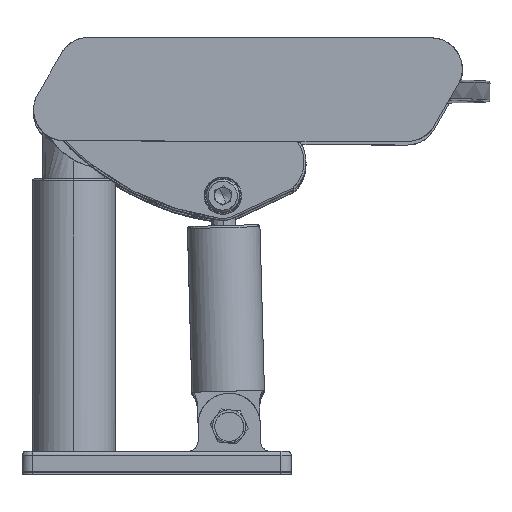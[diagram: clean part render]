
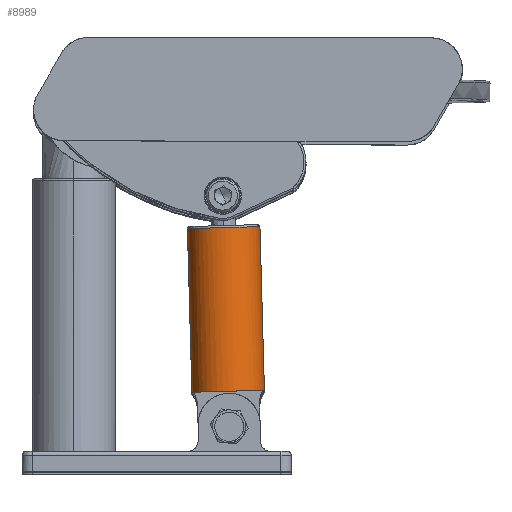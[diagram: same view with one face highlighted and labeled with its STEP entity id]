
A CAD part, top view. The second image highlights one B-rep face of the part: STEP entity #8989.
In plain terms, the highlighted free-form (B-spline) face has degree [2, 1] with [5, 2] control points.
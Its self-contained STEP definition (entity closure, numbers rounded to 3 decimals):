
#8989 = ADVANCED_FACE('',(#8990),#9040,.T.);
#8990 = FACE_BOUND('',#8991,.T.);
#8991 = EDGE_LOOP('',(#8992,#9001,#9009,#9017,#9025,#9032));
#8992 = ORIENTED_EDGE('',*,*,#8993,.F.);
#8993 = EDGE_CURVE('',#8994,#8996,#8998,.T.);
#8994 = VERTEX_POINT('',#8995);
#8995 = CARTESIAN_POINT('',(52.988,40.203,
    0.));
#8996 = VERTEX_POINT('',#8997);
#8997 = CARTESIAN_POINT('',(50.78,120.632,
    0.));
#8998 = B_SPLINE_CURVE_WITH_KNOTS('',1,(#8999,#9000),.UNSPECIFIED.,.F.,
  .F.,(2,2),(0.,79.),.PIECEWISE_BEZIER_KNOTS.);
#8999 = CARTESIAN_POINT('',(52.988,40.203,
    0.));
#9000 = CARTESIAN_POINT('',(50.78,120.632,
    0.));
#9001 = ORIENTED_EDGE('',*,*,#9002,.F.);
#9002 = EDGE_CURVE('',#9003,#8994,#9005,.T.);
#9003 = VERTEX_POINT('',#9004);
#9004 = CARTESIAN_POINT('',(52.245,40.183,
    5.092));
#9005 = ( BOUNDED_CURVE() B_SPLINE_CURVE(2,(#9006,#9007,#9008),
.UNSPECIFIED.,.F.,.F.) B_SPLINE_CURVE_WITH_KNOTS((3,3),(
0.,0.29),.PIECEWISE_BEZIER_KNOTS.) CURVE() 
GEOMETRIC_REPRESENTATION_ITEM() RATIONAL_B_SPLINE_CURVE((1.,
0.99,1.)) REPRESENTATION_ITEM('') );
#9006 = CARTESIAN_POINT('',(52.245,40.183,
    5.092));
#9007 = CARTESIAN_POINT('',(52.988,40.203,
    2.6));
#9008 = CARTESIAN_POINT('',(52.988,40.203,
    0.));
#9009 = ORIENTED_EDGE('',*,*,#9010,.F.);
#9010 = EDGE_CURVE('',#9011,#9003,#9013,.T.);
#9011 = VERTEX_POINT('',#9012);
#9012 = CARTESIAN_POINT('',(18.098,39.245,
    5.092));
#9013 = ( BOUNDED_CURVE() B_SPLINE_CURVE(2,(#9014,#9015,#9016),
.UNSPECIFIED.,.F.,.F.) B_SPLINE_CURVE_WITH_KNOTS((3,3),(0.,
2.562),.PIECEWISE_BEZIER_KNOTS.) CURVE() 
GEOMETRIC_REPRESENTATION_ITEM() RATIONAL_B_SPLINE_CURVE((1.,
0.286,1.)) REPRESENTATION_ITEM('') );
#9014 = CARTESIAN_POINT('',(18.098,39.245,
    5.092));
#9015 = CARTESIAN_POINT('',(35.171,39.714,
    62.381));
#9016 = CARTESIAN_POINT('',(52.245,40.183,
    5.092));
#9017 = ORIENTED_EDGE('',*,*,#9018,.F.);
#9018 = EDGE_CURVE('',#9019,#9011,#9021,.T.);
#9019 = VERTEX_POINT('',#9020);
#9020 = CARTESIAN_POINT('',(17.355,39.225,
    0.));
#9021 = ( BOUNDED_CURVE() B_SPLINE_CURVE(2,(#9022,#9023,#9024),
.UNSPECIFIED.,.F.,.F.) B_SPLINE_CURVE_WITH_KNOTS((3,3),(0.,0.29
),.PIECEWISE_BEZIER_KNOTS.) CURVE() GEOMETRIC_REPRESENTATION_ITEM() 
RATIONAL_B_SPLINE_CURVE((1.,0.99,1.)) REPRESENTATION_ITEM('') 
  );
#9022 = CARTESIAN_POINT('',(17.355,39.225,
    0.));
#9023 = CARTESIAN_POINT('',(17.355,39.225,
    2.6));
#9024 = CARTESIAN_POINT('',(18.098,39.245,
    5.092));
#9025 = ORIENTED_EDGE('',*,*,#9026,.F.);
#9026 = EDGE_CURVE('',#9027,#9019,#9029,.T.);
#9027 = VERTEX_POINT('',#9028);
#9028 = CARTESIAN_POINT('',(15.147,119.654,
    0.));
#9029 = B_SPLINE_CURVE_WITH_KNOTS('',1,(#9030,#9031),.UNSPECIFIED.,.F.,
  .F.,(2,2),(0.,79.),.PIECEWISE_BEZIER_KNOTS.);
#9030 = CARTESIAN_POINT('',(15.147,119.654,
    0.));
#9031 = CARTESIAN_POINT('',(17.355,39.225,
    0.));
#9032 = ORIENTED_EDGE('',*,*,#9033,.F.);
#9033 = EDGE_CURVE('',#8996,#9027,#9034,.T.);
#9034 = ( BOUNDED_CURVE() B_SPLINE_CURVE(2,(#9035,#9036,#9037,#9038,
#9039),.UNSPECIFIED.,.F.,.F.) B_SPLINE_CURVE_WITH_KNOTS((3,2,3),(
    0.,1.571,3.142),
.PIECEWISE_BEZIER_KNOTS.) CURVE() GEOMETRIC_REPRESENTATION_ITEM() 
RATIONAL_B_SPLINE_CURVE((1.,0.707,1.,0.707,1.)) 
REPRESENTATION_ITEM('') );
#9035 = CARTESIAN_POINT('',(50.78,120.632,
    0.));
#9036 = CARTESIAN_POINT('',(50.78,120.632,
    17.823));
#9037 = CARTESIAN_POINT('',(32.964,120.143,
    17.823));
#9038 = CARTESIAN_POINT('',(15.147,119.654,
    17.823));
#9039 = CARTESIAN_POINT('',(15.147,119.654,
    0.));
#9040 = ( BOUNDED_SURFACE() B_SPLINE_SURFACE(2,1,(
    (#9041,#9042)
    ,(#9043,#9044)
    ,(#9045,#9046)
    ,(#9047,#9048)
    ,(#9049,#9050
)),.UNSPECIFIED.,.F.,.F.,.F.) B_SPLINE_SURFACE_WITH_KNOTS((3,2,3),(2,2),
  (3.142,4.712,6.283),(0.,79.),
.PIECEWISE_BEZIER_KNOTS.) GEOMETRIC_REPRESENTATION_ITEM() 
RATIONAL_B_SPLINE_SURFACE((
    (1.,1.)
    ,(0.707,0.707)
    ,(1.,1.)
    ,(0.707,0.707)
,(1.,1.))) REPRESENTATION_ITEM('') SURFACE() );
#9041 = CARTESIAN_POINT('',(15.147,119.654,
    0.));
#9042 = CARTESIAN_POINT('',(17.355,39.225,
    0.));
#9043 = CARTESIAN_POINT('',(15.147,119.654,
    17.823));
#9044 = CARTESIAN_POINT('',(17.355,39.225,
    17.823));
#9045 = CARTESIAN_POINT('',(32.964,120.143,
    17.823));
#9046 = CARTESIAN_POINT('',(35.171,39.714,
    17.823));
#9047 = CARTESIAN_POINT('',(50.78,120.632,
    17.823));
#9048 = CARTESIAN_POINT('',(52.988,40.203,
    17.823));
#9049 = CARTESIAN_POINT('',(50.78,120.632,
    0.));
#9050 = CARTESIAN_POINT('',(52.988,40.203,
    0.));
